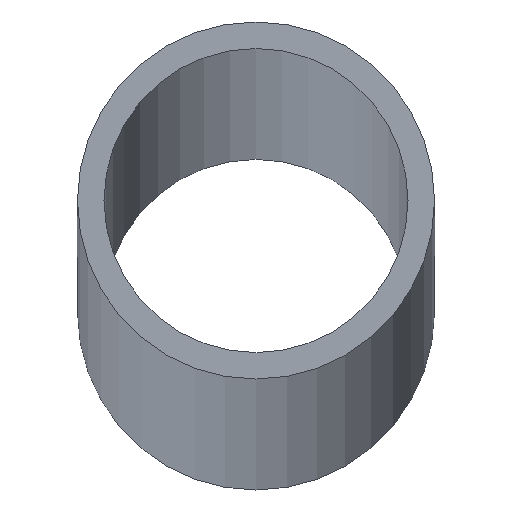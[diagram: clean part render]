
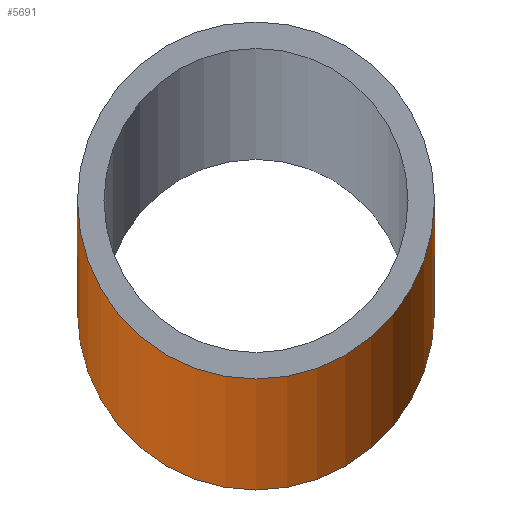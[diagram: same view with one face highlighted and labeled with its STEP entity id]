
A CAD part, top view. The second image highlights one B-rep face of the part: STEP entity #5691.
In plain terms, the highlighted cylindrical face has radius 16.85 mm (diameter 33.7 mm), a full revolution.
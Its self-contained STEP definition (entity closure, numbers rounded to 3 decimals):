
#153 = EDGE_CURVE ( 'NONE', #375, #375, #5372, .T. ) ;
#375 = VERTEX_POINT ( 'NONE', #1434 ) ;
#1380 = EDGE_LOOP ( 'NONE', ( #12770 ) ) ;
#1434 = CARTESIAN_POINT ( 'NONE',  ( 16.85, 0., -3000. ) ) ;
#1956 = EDGE_LOOP ( 'NONE', ( #10303 ) ) ;
#2182 = FACE_OUTER_BOUND ( 'NONE', #1380, .T. ) ;
#2814 = AXIS2_PLACEMENT_3D ( 'NONE', #12474, #4298, #6329 ) ;
#3027 = AXIS2_PLACEMENT_3D ( 'NONE', #5315, #3397, #6467 ) ;
#3397 = DIRECTION ( 'NONE',  ( 0., 0., 1. ) ) ;
#4197 = CIRCLE ( 'NONE', #2814, 16.85 ) ;
#4298 = DIRECTION ( 'NONE',  ( 0., 0., 1. ) ) ;
#5315 = CARTESIAN_POINT ( 'NONE',  ( 0., 0., -3000. ) ) ;
#5323 = CYLINDRICAL_SURFACE ( 'NONE', #12685, 16.85 ) ;
#5372 = CIRCLE ( 'NONE', #3027, 16.85 ) ;
#5678 = DIRECTION ( 'NONE',  ( -1., 0., 0. ) ) ;
#5691 = ADVANCED_FACE ( 'NONE', ( #2182, #10481 ), #5323, .T. ) ;
#6329 = DIRECTION ( 'NONE',  ( 1., 0., 0. ) ) ;
#6467 = DIRECTION ( 'NONE',  ( 1., 0., 0. ) ) ;
#7047 = EDGE_CURVE ( 'NONE', #8858, #8858, #4197, .T. ) ;
#8715 = DIRECTION ( 'NONE',  ( 0., 0., -1. ) ) ;
#8858 = VERTEX_POINT ( 'NONE', #12305 ) ;
#10303 = ORIENTED_EDGE ( 'NONE', *, *, #153, .T. ) ;
#10481 = FACE_OUTER_BOUND ( 'NONE', #1956, .T. ) ;
#11641 = CARTESIAN_POINT ( 'NONE',  ( 0., 0., 3000. ) ) ;
#12305 = CARTESIAN_POINT ( 'NONE',  ( 16.85, 0., 3000. ) ) ;
#12474 = CARTESIAN_POINT ( 'NONE',  ( 0., 0., 3000. ) ) ;
#12685 = AXIS2_PLACEMENT_3D ( 'NONE', #11641, #8715, #5678 ) ;
#12770 = ORIENTED_EDGE ( 'NONE', *, *, #7047, .F. ) ;
